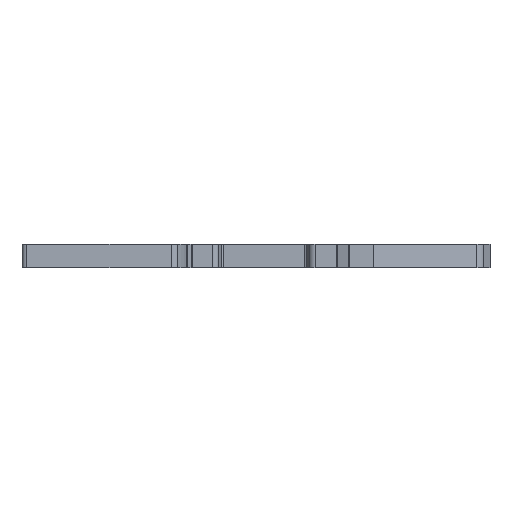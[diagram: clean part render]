
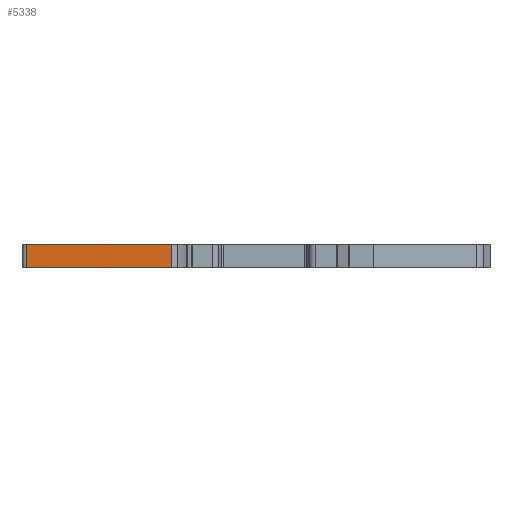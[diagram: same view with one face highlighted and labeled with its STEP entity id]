
A CAD part, front view. The second image highlights one B-rep face of the part: STEP entity #5338.
In plain terms, the highlighted planar face has unit normal (0, -1, 0).
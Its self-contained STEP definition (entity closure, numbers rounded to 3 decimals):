
#430 = DIRECTION ( 'NONE',  ( 0., 0., -1. ) ) ;
#804 = CARTESIAN_POINT ( 'NONE',  ( -19.611, -9.2, 0. ) ) ;
#1732 = PLANE ( 'NONE',  #8504 ) ;
#2879 = CARTESIAN_POINT ( 'NONE',  ( -50.5, -9.2, 5. ) ) ;
#2975 = VERTEX_POINT ( 'NONE', #10541 ) ;
#3821 = ORIENTED_EDGE ( 'NONE', *, *, #10010, .F. ) ;
#4492 = VERTEX_POINT ( 'NONE', #804 ) ;
#5338 = ADVANCED_FACE ( 'NONE', ( #10630 ), #1732, .F. ) ;
#5342 = EDGE_LOOP ( 'NONE', ( #8042, #3821, #6940, #8165 ) ) ;
#5444 = CARTESIAN_POINT ( 'NONE',  ( -19.611, -9.2, 5. ) ) ;
#5581 = VERTEX_POINT ( 'NONE', #5444 ) ;
#5739 = DIRECTION ( 'NONE',  ( 0., 0., -1. ) ) ;
#5786 = CARTESIAN_POINT ( 'NONE',  ( -19.611, -9.2, 5. ) ) ;
#5914 = CARTESIAN_POINT ( 'NONE',  ( -50.5, -9.2, 5. ) ) ;
#6940 = ORIENTED_EDGE ( 'NONE', *, *, #10110, .F. ) ;
#7055 = DIRECTION ( 'NONE',  ( 1., 0., 0. ) ) ;
#8042 = ORIENTED_EDGE ( 'NONE', *, *, #10073, .T. ) ;
#8165 = ORIENTED_EDGE ( 'NONE', *, *, #10133, .T. ) ;
#8203 = CARTESIAN_POINT ( 'NONE',  ( -50.5, -9.2, 5. ) ) ;
#8504 = AXIS2_PLACEMENT_3D ( 'NONE', #2879, #12790, #12424 ) ;
#9211 = CARTESIAN_POINT ( 'NONE',  ( -50.5, -9.2, 5. ) ) ;
#9848 = VECTOR ( 'NONE', #5739, 1000. ) ;
#9880 = VECTOR ( 'NONE', #7055, 1000. ) ;
#9981 = LINE ( 'NONE', #8203, #9880 ) ;
#9993 = VECTOR ( 'NONE', #10097, 1000. ) ;
#10010 = EDGE_CURVE ( 'NONE', #5581, #4492, #10169, .T. ) ;
#10034 = LINE ( 'NONE', #10186, #9993 ) ;
#10073 = EDGE_CURVE ( 'NONE', #2975, #4492, #10034, .T. ) ;
#10097 = DIRECTION ( 'NONE',  ( 1., 0., 0. ) ) ;
#10110 = EDGE_CURVE ( 'NONE', #12899, #5581, #9981, .T. ) ;
#10125 = VECTOR ( 'NONE', #430, 1000. ) ;
#10133 = EDGE_CURVE ( 'NONE', #12899, #2975, #12342, .T. ) ;
#10169 = LINE ( 'NONE', #5786, #10125 ) ;
#10186 = CARTESIAN_POINT ( 'NONE',  ( -50.5, -9.2, 0. ) ) ;
#10541 = CARTESIAN_POINT ( 'NONE',  ( -50.5, -9.2, 0. ) ) ;
#10630 = FACE_OUTER_BOUND ( 'NONE', #5342, .T. ) ;
#12342 = LINE ( 'NONE', #5914, #9848 ) ;
#12424 = DIRECTION ( 'NONE',  ( 0., 0., 1. ) ) ;
#12790 = DIRECTION ( 'NONE',  ( 0., 1., 0. ) ) ;
#12899 = VERTEX_POINT ( 'NONE', #9211 ) ;
